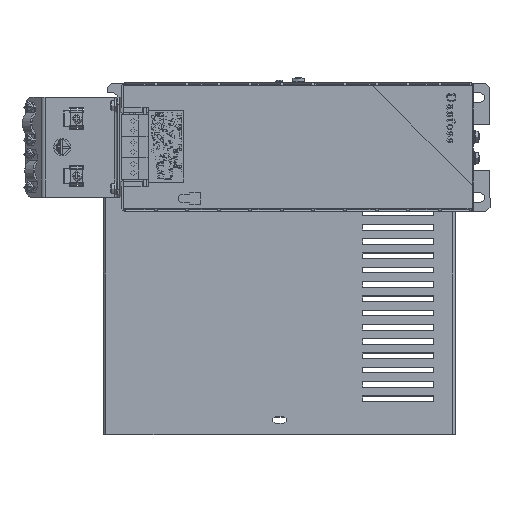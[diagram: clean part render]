
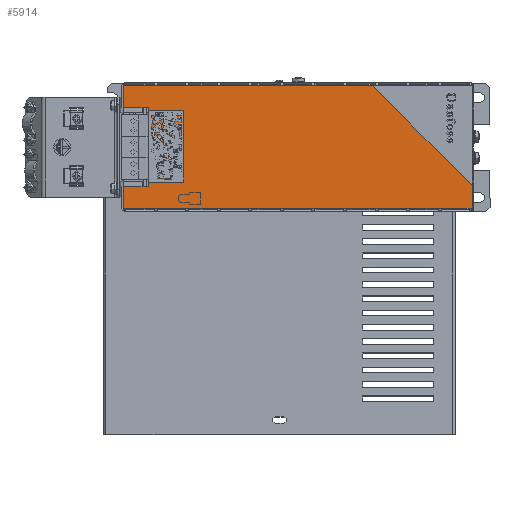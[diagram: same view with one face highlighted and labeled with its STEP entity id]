
A CAD part, top view. The second image highlights one B-rep face of the part: STEP entity #5914.
In plain terms, the highlighted face is planar.
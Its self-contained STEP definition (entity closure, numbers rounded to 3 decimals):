
#5914 = ADVANCED_FACE( '', ( #12707 ), #12708, .F. );
#12707 = FACE_OUTER_BOUND( '', #20900, .T. );
#12708 = PLANE( '', #20901 );
#20900 = EDGE_LOOP( '', ( #58173, #58174, #58175, #58176, #58177, #58178, #58179, #58180, #58181, #58182, #58183, #58184 ) );
#20901 = AXIS2_PLACEMENT_3D( '', #58185, #58186, #58187 );
#58173 = ORIENTED_EDGE( '', *, *, #68986, .F. );
#58174 = ORIENTED_EDGE( '', *, *, #69146, .T. );
#58175 = ORIENTED_EDGE( '', *, *, #69147, .F. );
#58176 = ORIENTED_EDGE( '', *, *, #69148, .T. );
#58177 = ORIENTED_EDGE( '', *, *, #69149, .F. );
#58178 = ORIENTED_EDGE( '', *, *, #69142, .T. );
#58179 = ORIENTED_EDGE( '', *, *, #69150, .T. );
#58180 = ORIENTED_EDGE( '', *, *, #69151, .T. );
#58181 = ORIENTED_EDGE( '', *, *, #69152, .F. );
#58182 = ORIENTED_EDGE( '', *, *, #69153, .T. );
#58183 = ORIENTED_EDGE( '', *, *, #69154, .T. );
#58184 = ORIENTED_EDGE( '', *, *, #69155, .T. );
#58185 = CARTESIAN_POINT( '', ( -123.25, 1., -45. ) );
#58186 = DIRECTION( '', ( 0., -1., 0. ) );
#58187 = DIRECTION( '', ( 0., 0., -1. ) );
#68986 = EDGE_CURVE( '', #80876, #80879, #80880, .T. );
#69142 = EDGE_CURVE( '', #81184, #81182, #81185, .T. );
#69146 = EDGE_CURVE( '', #80876, #81189, #81190, .T. );
#69147 = EDGE_CURVE( '', #81191, #81189, #81192, .T. );
#69148 = EDGE_CURVE( '', #81191, #81193, #81194, .T. );
#69149 = EDGE_CURVE( '', #81184, #81193, #81195, .T. );
#69150 = EDGE_CURVE( '', #81182, #81048, #81196, .T. );
#69151 = EDGE_CURVE( '', #81048, #81197, #81198, .T. );
#69152 = EDGE_CURVE( '', #81199, #81197, #81200, .T. );
#69153 = EDGE_CURVE( '', #81199, #81201, #81202, .T. );
#69154 = EDGE_CURVE( '', #81201, #81203, #81204, .T. );
#69155 = EDGE_CURVE( '', #81203, #80879, #81205, .T. );
#80876 = VERTEX_POINT( '', #130218 );
#80879 = VERTEX_POINT( '', #130222 );
#80880 = LINE( '', #130223, #130224 );
#81048 = VERTEX_POINT( '', #130473 );
#81182 = VERTEX_POINT( '', #130652 );
#81184 = VERTEX_POINT( '', #130655 );
#81185 = LINE( '', #130656, #130657 );
#81189 = VERTEX_POINT( '', #130663 );
#81190 = LINE( '', #130664, #130665 );
#81191 = VERTEX_POINT( '', #130666 );
#81192 = LINE( '', #130667, #130668 );
#81193 = VERTEX_POINT( '', #130669 );
#81194 = LINE( '', #130670, #130671 );
#81195 = LINE( '', #130672, #130673 );
#81196 = LINE( '', #130674, #130675 );
#81197 = VERTEX_POINT( '', #130676 );
#81198 = LINE( '', #130677, #130678 );
#81199 = VERTEX_POINT( '', #130679 );
#81200 = LINE( '', #130680, #130681 );
#81201 = VERTEX_POINT( '', #130682 );
#81202 = LINE( '', #130683, #130684 );
#81203 = VERTEX_POINT( '', #130685 );
#81204 = LINE( '', #130686, #130687 );
#81205 = LINE( '', #130688, #130689 );
#130218 = CARTESIAN_POINT( '', ( -122.248, 1., -27.5 ) );
#130222 = CARTESIAN_POINT( '', ( -122.248, 1., -43. ) );
#130223 = CARTESIAN_POINT( '', ( -122.248, 1., 45. ) );
#130224 = VECTOR( '', #139502, 1000. );
#130473 = CARTESIAN_POINT( '', ( 121.25, 1., 43. ) );
#130652 = CARTESIAN_POINT( '', ( -121.45, 1., 43. ) );
#130655 = CARTESIAN_POINT( '', ( -122.248, 1., 43. ) );
#130656 = CARTESIAN_POINT( '', ( -123.25, 1., 43. ) );
#130657 = VECTOR( '', #139714, 1000. );
#130663 = CARTESIAN_POINT( '', ( -104.75, 1., -27.5 ) );
#130664 = CARTESIAN_POINT( '', ( -123.25, 1., -27.5 ) );
#130665 = VECTOR( '', #139720, 1000. );
#130666 = CARTESIAN_POINT( '', ( -104.75, 1., 27.5 ) );
#130667 = CARTESIAN_POINT( '', ( -104.75, 1., -45. ) );
#130668 = VECTOR( '', #139721, 1000. );
#130669 = CARTESIAN_POINT( '', ( -122.248, 1., 27.5 ) );
#130670 = CARTESIAN_POINT( '', ( -123.25, 1., 27.5 ) );
#130671 = VECTOR( '', #139722, 1000. );
#130672 = CARTESIAN_POINT( '', ( -122.248, 1., 45. ) );
#130673 = VECTOR( '', #139723, 1000. );
#130674 = CARTESIAN_POINT( '', ( -123.25, 1., 43. ) );
#130675 = VECTOR( '', #139724, 1000. );
#130676 = CARTESIAN_POINT( '', ( 122.248, 1., 43. ) );
#130677 = CARTESIAN_POINT( '', ( -123.25, 1., 43. ) );
#130678 = VECTOR( '', #139725, 1000. );
#130679 = CARTESIAN_POINT( '', ( 122.248, 1., -43. ) );
#130680 = CARTESIAN_POINT( '', ( 122.248, 1., -45. ) );
#130681 = VECTOR( '', #139726, 1000. );
#130682 = CARTESIAN_POINT( '', ( 121.25, 1., -43. ) );
#130683 = CARTESIAN_POINT( '', ( 123.25, 1., -43. ) );
#130684 = VECTOR( '', #139727, 1000. );
#130685 = CARTESIAN_POINT( '', ( -121.45, 1., -43. ) );
#130686 = CARTESIAN_POINT( '', ( 123.25, 1., -43. ) );
#130687 = VECTOR( '', #139728, 1000. );
#130688 = CARTESIAN_POINT( '', ( 123.25, 1., -43. ) );
#130689 = VECTOR( '', #139729, 1000. );
#139502 = DIRECTION( '', ( 0., 0., -1. ) );
#139714 = DIRECTION( '', ( 1., 0., 0. ) );
#139720 = DIRECTION( '', ( 1., 0., 0. ) );
#139721 = DIRECTION( '', ( 0., 0., -1. ) );
#139722 = DIRECTION( '', ( -1., 0., 0. ) );
#139723 = DIRECTION( '', ( 0., 0., -1. ) );
#139724 = DIRECTION( '', ( 1., 0., 0. ) );
#139725 = DIRECTION( '', ( 1., 0., 0. ) );
#139726 = DIRECTION( '', ( 0., 0., 1. ) );
#139727 = DIRECTION( '', ( -1., 0., 0. ) );
#139728 = DIRECTION( '', ( -1., 0., 0. ) );
#139729 = DIRECTION( '', ( -1., 0., 0. ) );
